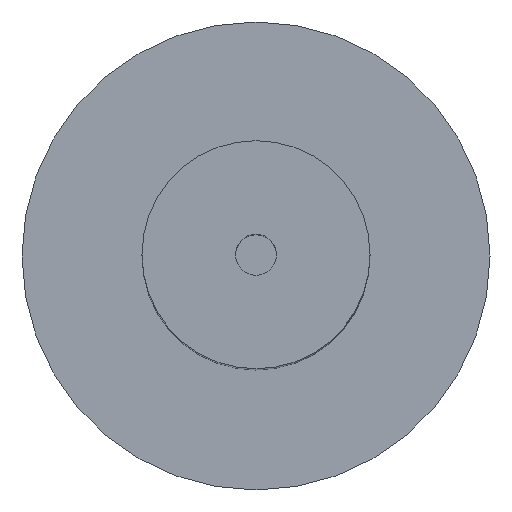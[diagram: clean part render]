
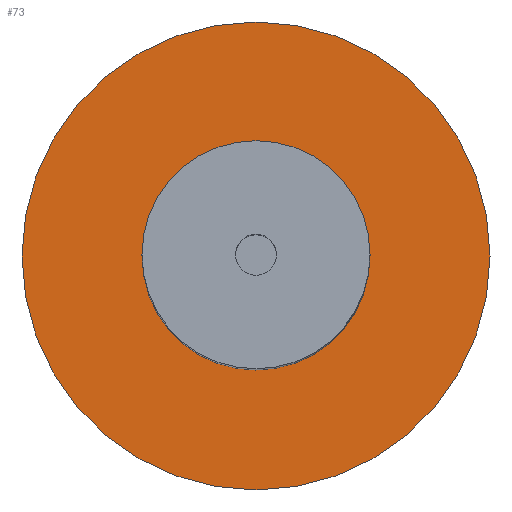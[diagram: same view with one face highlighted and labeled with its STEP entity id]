
A CAD part, top view. The second image highlights one B-rep face of the part: STEP entity #73.
In plain terms, the highlighted planar face has unit normal (0, 0, 1).
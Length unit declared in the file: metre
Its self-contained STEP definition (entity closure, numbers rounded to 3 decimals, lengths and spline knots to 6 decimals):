
#15=ORIENTED_EDGE('',*,*,#27,.F.);
#16=ORIENTED_EDGE('',*,*,#28,.T.);
#27=EDGE_CURVE('',#33,#33,#39,.T.);
#28=EDGE_CURVE('',#34,#34,#40,.T.);
#33=VERTEX_POINT('',#137);
#34=VERTEX_POINT('',#139);
#39=CIRCLE('',#94,0.004875);
#40=CIRCLE('',#95,0.01);
#45=EDGE_LOOP('',(#15));
#46=EDGE_LOOP('',(#16));
#57=FACE_BOUND('',#45,.T.);
#58=FACE_BOUND('',#46,.T.);
#69=PLANE('',#93);
#73=ADVANCED_FACE('',(#57,#58),#69,.T.);
#93=AXIS2_PLACEMENT_3D('',#135,#108,#109);
#94=AXIS2_PLACEMENT_3D('',#136,#110,#111);
#95=AXIS2_PLACEMENT_3D('',#138,#112,#113);
#108=DIRECTION('',(0.,0.,1.));
#109=DIRECTION('',(1.,0.,0.));
#110=DIRECTION('',(0.,0.,1.));
#111=DIRECTION('',(1.,0.,0.));
#112=DIRECTION('',(0.,0.,1.));
#113=DIRECTION('',(1.,0.,0.));
#135=CARTESIAN_POINT('',(0.,0.,0.004));
#136=CARTESIAN_POINT('',(0.,0.,0.004));
#137=CARTESIAN_POINT('',(0.004875,0.,0.004));
#138=CARTESIAN_POINT('',(0.,0.,0.004));
#139=CARTESIAN_POINT('',(0.01,0.,0.004));
